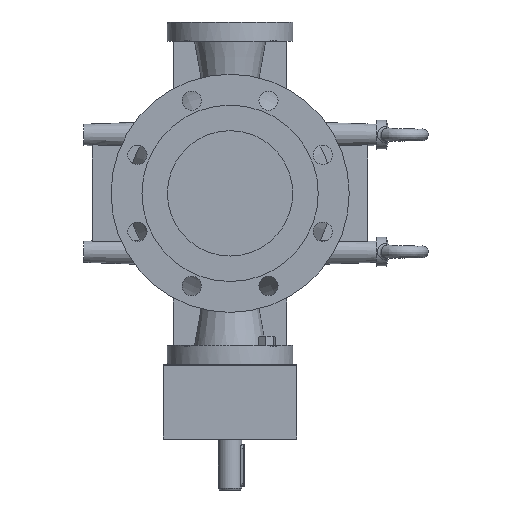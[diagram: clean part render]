
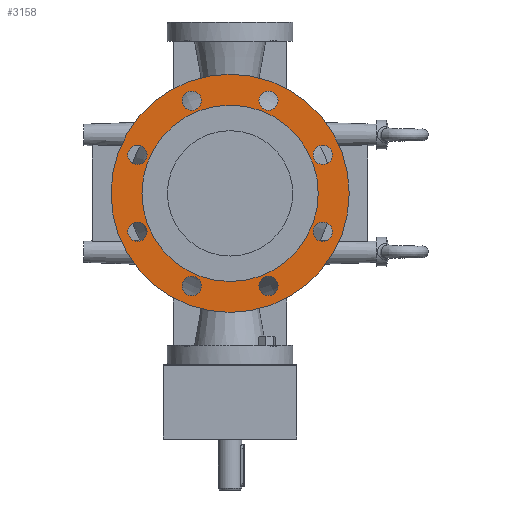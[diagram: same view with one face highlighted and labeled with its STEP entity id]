
A CAD part, left-side view. The second image highlights one B-rep face of the part: STEP entity #3158.
In plain terms, the highlighted planar face has unit normal (-1, 0, 0).
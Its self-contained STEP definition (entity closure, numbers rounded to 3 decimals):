
#196 = DIRECTION ( 'NONE',  ( -1., 0., 0. ) ) ;
#656 = EDGE_LOOP ( 'NONE', ( #5073 ) ) ;
#789 = EDGE_LOOP ( 'NONE', ( #24141 ) ) ;
#1039 = DIRECTION ( 'NONE',  ( 0., 0., 1. ) ) ;
#1117 = VERTEX_POINT ( 'NONE', #20574 ) ;
#1324 = VERTEX_POINT ( 'NONE', #14008 ) ;
#1393 = EDGE_LOOP ( 'NONE', ( #18173 ) ) ;
#2259 = ORIENTED_EDGE ( 'NONE', *, *, #9237, .F. ) ;
#2751 = CARTESIAN_POINT ( 'NONE',  ( -142., -45.922, 110.866 ) ) ;
#2814 = DIRECTION ( 'NONE',  ( 0., 0., 1. ) ) ;
#3158 = ADVANCED_FACE ( 'NONE', ( #3274, #7795, #9904, #9636, #14546, #7649, #3550, #18790, #24880, #5551 ), #16540, .F. ) ;
#3267 = EDGE_LOOP ( 'NONE', ( #2259 ) ) ;
#3274 = FACE_BOUND ( 'NONE', #10443, .T. ) ;
#3467 = VERTEX_POINT ( 'NONE', #25354 ) ;
#3550 = FACE_BOUND ( 'NONE', #656, .T. ) ;
#4254 = CARTESIAN_POINT ( 'NONE',  ( -142., 45.922, 122.366 ) ) ;
#4790 = CARTESIAN_POINT ( 'NONE',  ( -142., -110.866, 45.922 ) ) ;
#5073 = ORIENTED_EDGE ( 'NONE', *, *, #13647, .F. ) ;
#5179 = AXIS2_PLACEMENT_3D ( 'NONE', #14130, #18521, #12161 ) ;
#5551 = FACE_BOUND ( 'NONE', #20170, .T. ) ;
#5554 = CARTESIAN_POINT ( 'NONE',  ( -142., 45.922, 110.866 ) ) ;
#6209 = CIRCLE ( 'NONE', #10690, 11.5 ) ;
#6368 = DIRECTION ( 'NONE',  ( -1., 0., 0. ) ) ;
#6378 = CARTESIAN_POINT ( 'NONE',  ( -142., 0., -105.5 ) ) ;
#6473 = DIRECTION ( 'NONE',  ( 1., 0., 0. ) ) ;
#7365 = DIRECTION ( 'NONE',  ( 0., 0., 1. ) ) ;
#7649 = FACE_BOUND ( 'NONE', #1393, .T. ) ;
#7760 = CIRCLE ( 'NONE', #12262, 11.5 ) ;
#7795 = FACE_BOUND ( 'NONE', #16924, .T. ) ;
#8056 = ORIENTED_EDGE ( 'NONE', *, *, #24812, .F. ) ;
#8643 = AXIS2_PLACEMENT_3D ( 'NONE', #27277, #12566, #21161 ) ;
#9237 = EDGE_CURVE ( 'NONE', #20780, #20780, #24286, .T. ) ;
#9439 = CARTESIAN_POINT ( 'NONE',  ( -142., 110.866, 57.422 ) ) ;
#9577 = EDGE_CURVE ( 'NONE', #1324, #1324, #10723, .T. ) ;
#9636 = FACE_BOUND ( 'NONE', #16749, .T. ) ;
#9904 = FACE_BOUND ( 'NONE', #15159, .T. ) ;
#9986 = ORIENTED_EDGE ( 'NONE', *, *, #26132, .F. ) ;
#10301 = AXIS2_PLACEMENT_3D ( 'NONE', #22410, #16206, #20711 ) ;
#10328 = VERTEX_POINT ( 'NONE', #4254 ) ;
#10443 = EDGE_LOOP ( 'NONE', ( #17691 ) ) ;
#10470 = VERTEX_POINT ( 'NONE', #6378 ) ;
#10562 = DIRECTION ( 'NONE',  ( 0., 0., -1. ) ) ;
#10690 = AXIS2_PLACEMENT_3D ( 'NONE', #4790, #15358, #2814 ) ;
#10723 = CIRCLE ( 'NONE', #17045, 11.5 ) ;
#10795 = AXIS2_PLACEMENT_3D ( 'NONE', #25111, #27100, #26956 ) ;
#10880 = CARTESIAN_POINT ( 'NONE',  ( -142., 110.866, -45.922 ) ) ;
#10895 = CIRCLE ( 'NONE', #8643, 105.5 ) ;
#11594 = CARTESIAN_POINT ( 'NONE',  ( -142., 45.922, -110.866 ) ) ;
#11747 = DIRECTION ( 'NONE',  ( -1., 0., 0. ) ) ;
#11823 = AXIS2_PLACEMENT_3D ( 'NONE', #25645, #27498, #14618 ) ;
#12161 = DIRECTION ( 'NONE',  ( 0., 0., -1. ) ) ;
#12262 = AXIS2_PLACEMENT_3D ( 'NONE', #5554, #11747, #1039 ) ;
#12316 = EDGE_CURVE ( 'NONE', #10470, #10470, #10895, .T. ) ;
#12566 = DIRECTION ( 'NONE',  ( 1., 0., 0. ) ) ;
#13184 = DIRECTION ( 'NONE',  ( 0., 0., 1. ) ) ;
#13212 = EDGE_CURVE ( 'NONE', #10328, #10328, #7760, .T. ) ;
#13558 = ORIENTED_EDGE ( 'NONE', *, *, #16066, .F. ) ;
#13647 = EDGE_CURVE ( 'NONE', #22413, #22413, #26740, .T. ) ;
#14008 = CARTESIAN_POINT ( 'NONE',  ( -142., -45.922, 122.366 ) ) ;
#14130 = CARTESIAN_POINT ( 'NONE',  ( -142., 142.5, 0. ) ) ;
#14546 = FACE_BOUND ( 'NONE', #3267, .T. ) ;
#14618 = DIRECTION ( 'NONE',  ( 0., 0., 1. ) ) ;
#14632 = VERTEX_POINT ( 'NONE', #25516 ) ;
#14775 = AXIS2_PLACEMENT_3D ( 'NONE', #11594, #24334, #7365 ) ;
#14875 = VERTEX_POINT ( 'NONE', #17293 ) ;
#15159 = EDGE_LOOP ( 'NONE', ( #9986 ) ) ;
#15358 = DIRECTION ( 'NONE',  ( -1., 0., 0. ) ) ;
#15570 = EDGE_CURVE ( 'NONE', #1117, #1117, #22590, .T. ) ;
#16066 = EDGE_CURVE ( 'NONE', #14632, #14632, #25331, .T. ) ;
#16206 = DIRECTION ( 'NONE',  ( -1., 0., 0. ) ) ;
#16540 = PLANE ( 'NONE',  #5179 ) ;
#16749 = EDGE_LOOP ( 'NONE', ( #8056 ) ) ;
#16924 = EDGE_LOOP ( 'NONE', ( #17250 ) ) ;
#17045 = AXIS2_PLACEMENT_3D ( 'NONE', #2751, #196, #13184 ) ;
#17250 = ORIENTED_EDGE ( 'NONE', *, *, #22950, .F. ) ;
#17293 = CARTESIAN_POINT ( 'NONE',  ( -142., -110.866, -34.422 ) ) ;
#17653 = AXIS2_PLACEMENT_3D ( 'NONE', #10880, #6368, #25997 ) ;
#17691 = ORIENTED_EDGE ( 'NONE', *, *, #9577, .F. ) ;
#17889 = CARTESIAN_POINT ( 'NONE',  ( -142., -110.866, 57.422 ) ) ;
#18163 = VERTEX_POINT ( 'NONE', #17889 ) ;
#18173 = ORIENTED_EDGE ( 'NONE', *, *, #15570, .F. ) ;
#18521 = DIRECTION ( 'NONE',  ( 1., 0., 0. ) ) ;
#18790 = FACE_OUTER_BOUND ( 'NONE', #22710, .T. ) ;
#20170 = EDGE_LOOP ( 'NONE', ( #25086 ) ) ;
#20574 = CARTESIAN_POINT ( 'NONE',  ( -142., 110.866, -34.422 ) ) ;
#20711 = DIRECTION ( 'NONE',  ( 0., 0., 1. ) ) ;
#20780 = VERTEX_POINT ( 'NONE', #27164 ) ;
#21161 = DIRECTION ( 'NONE',  ( 0., 0., -1. ) ) ;
#21562 = CARTESIAN_POINT ( 'NONE',  ( -142., 0., 0. ) ) ;
#22410 = CARTESIAN_POINT ( 'NONE',  ( -142., -45.922, -110.866 ) ) ;
#22413 = VERTEX_POINT ( 'NONE', #9439 ) ;
#22590 = CIRCLE ( 'NONE', #17653, 11.5 ) ;
#22710 = EDGE_LOOP ( 'NONE', ( #13558 ) ) ;
#22950 = EDGE_CURVE ( 'NONE', #18163, #18163, #6209, .T. ) ;
#22961 = CIRCLE ( 'NONE', #10795, 11.5 ) ;
#23521 = AXIS2_PLACEMENT_3D ( 'NONE', #21562, #6473, #10562 ) ;
#23832 = CIRCLE ( 'NONE', #10301, 11.5 ) ;
#24141 = ORIENTED_EDGE ( 'NONE', *, *, #12316, .T. ) ;
#24286 = CIRCLE ( 'NONE', #14775, 11.5 ) ;
#24334 = DIRECTION ( 'NONE',  ( -1., 0., 0. ) ) ;
#24812 = EDGE_CURVE ( 'NONE', #3467, #3467, #23832, .T. ) ;
#24880 = FACE_BOUND ( 'NONE', #789, .T. ) ;
#25086 = ORIENTED_EDGE ( 'NONE', *, *, #13212, .F. ) ;
#25111 = CARTESIAN_POINT ( 'NONE',  ( -142., -110.866, -45.922 ) ) ;
#25331 = CIRCLE ( 'NONE', #23521, 142.5 ) ;
#25354 = CARTESIAN_POINT ( 'NONE',  ( -142., -45.922, -99.366 ) ) ;
#25516 = CARTESIAN_POINT ( 'NONE',  ( -142., 0., -142.5 ) ) ;
#25645 = CARTESIAN_POINT ( 'NONE',  ( -142., 110.866, 45.922 ) ) ;
#25997 = DIRECTION ( 'NONE',  ( 0., 0., 1. ) ) ;
#26132 = EDGE_CURVE ( 'NONE', #14875, #14875, #22961, .T. ) ;
#26740 = CIRCLE ( 'NONE', #11823, 11.5 ) ;
#26956 = DIRECTION ( 'NONE',  ( 0., 0., 1. ) ) ;
#27100 = DIRECTION ( 'NONE',  ( -1., 0., 0. ) ) ;
#27164 = CARTESIAN_POINT ( 'NONE',  ( -142., 45.922, -99.366 ) ) ;
#27277 = CARTESIAN_POINT ( 'NONE',  ( -142., 0., 0. ) ) ;
#27498 = DIRECTION ( 'NONE',  ( -1., 0., 0. ) ) ;
